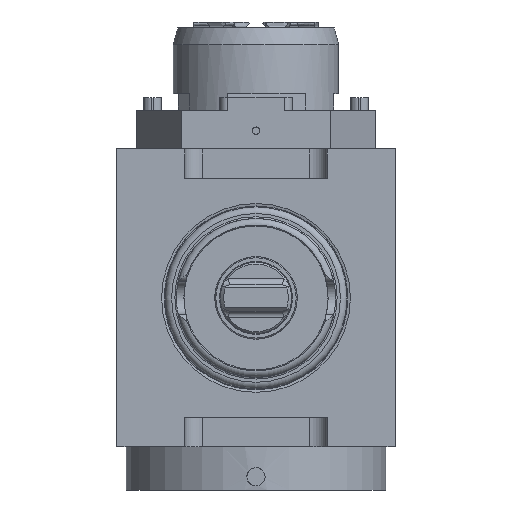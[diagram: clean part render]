
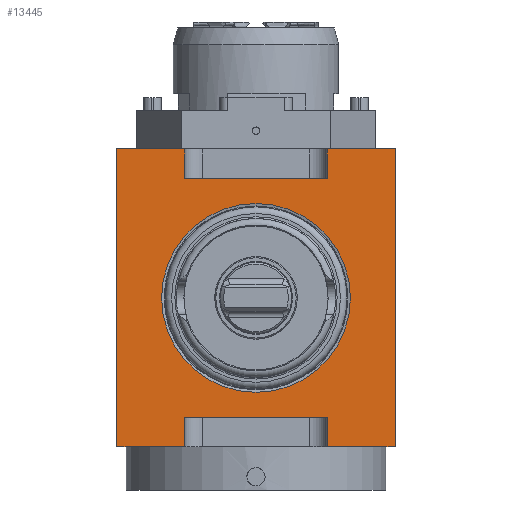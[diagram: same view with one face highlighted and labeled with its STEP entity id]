
A CAD part, front view. The second image highlights one B-rep face of the part: STEP entity #13445.
In plain terms, the highlighted planar face has unit normal (0, -1, 0).
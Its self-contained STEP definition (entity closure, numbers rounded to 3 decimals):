
#511 = CARTESIAN_POINT ( 'NONE',  ( 0., -100., 68.5 ) ) ;
#702 = CARTESIAN_POINT ( 'NONE',  ( 0., -100., 45. ) ) ;
#1187 = VECTOR ( 'NONE', #1380, 1000. ) ;
#1380 = DIRECTION ( 'NONE',  ( 0., 0., 1. ) ) ;
#1513 = CARTESIAN_POINT ( 'NONE',  ( -21.5, -100., 36. ) ) ;
#1829 = CARTESIAN_POINT ( 'NONE',  ( 0., -100., 45. ) ) ;
#2251 = VERTEX_POINT ( 'NONE', #23993 ) ;
#2472 = EDGE_CURVE ( 'NONE', #28269, #17817, #27664, .T. ) ;
#2570 = CARTESIAN_POINT ( 'NONE',  ( -42., -100., 45. ) ) ;
#3191 = DIRECTION ( 'NONE',  ( 0., 1., 0. ) ) ;
#3320 = VERTEX_POINT ( 'NONE', #9016 ) ;
#4191 = ORIENTED_EDGE ( 'NONE', *, *, #24755, .F. ) ;
#4354 = LINE ( 'NONE', #1829, #11826 ) ;
#4912 = CARTESIAN_POINT ( 'NONE',  ( 0., -100., 0. ) ) ;
#5293 = CARTESIAN_POINT ( 'NONE',  ( -21.5, -100., -45. ) ) ;
#5540 = CARTESIAN_POINT ( 'NONE',  ( -42., -100., 68.5 ) ) ;
#5813 = ORIENTED_EDGE ( 'NONE', *, *, #23968, .T. ) ;
#7291 = VECTOR ( 'NONE', #11262, 1000. ) ;
#7434 = DIRECTION ( 'NONE',  ( -1., 0., 0. ) ) ;
#7461 = VERTEX_POINT ( 'NONE', #25531 ) ;
#7506 = EDGE_CURVE ( 'NONE', #19800, #14900, #7754, .T. ) ;
#7546 = EDGE_CURVE ( 'NONE', #14900, #28269, #7611, .T. ) ;
#7611 = LINE ( 'NONE', #5540, #1187 ) ;
#7754 = LINE ( 'NONE', #8047, #10176 ) ;
#7983 = ORIENTED_EDGE ( 'NONE', *, *, #7506, .F. ) ;
#8047 = CARTESIAN_POINT ( 'NONE',  ( 0., -100., -45. ) ) ;
#8316 = CARTESIAN_POINT ( 'NONE',  ( -28.5, -100., 0. ) ) ;
#8340 = CARTESIAN_POINT ( 'NONE',  ( -21.5, -100., -36. ) ) ;
#8603 = VERTEX_POINT ( 'NONE', #8316 ) ;
#8634 = VERTEX_POINT ( 'NONE', #8340 ) ;
#8813 = DIRECTION ( 'NONE',  ( 1., 0., 0. ) ) ;
#9005 = CARTESIAN_POINT ( 'NONE',  ( 21.5, -100., -36. ) ) ;
#9016 = CARTESIAN_POINT ( 'NONE',  ( -21.5, -100., 36. ) ) ;
#9488 = CARTESIAN_POINT ( 'NONE',  ( 21.5, -100., 36. ) ) ;
#10008 = CIRCLE ( 'NONE', #20430, 28.5 ) ;
#10176 = VECTOR ( 'NONE', #26280, 1000. ) ;
#11262 = DIRECTION ( 'NONE',  ( -1., 0., 0. ) ) ;
#11369 = DIRECTION ( 'NONE',  ( -1., 0., 0. ) ) ;
#11708 = DIRECTION ( 'NONE',  ( 0., 1., 0. ) ) ;
#11821 = ORIENTED_EDGE ( 'NONE', *, *, #28835, .F. ) ;
#11826 = VECTOR ( 'NONE', #15169, 1000. ) ;
#12018 = EDGE_CURVE ( 'NONE', #16028, #8634, #13440, .T. ) ;
#12083 = DIRECTION ( 'NONE',  ( 1., 0., 0. ) ) ;
#12095 = LINE ( 'NONE', #23820, #19563 ) ;
#12478 = DIRECTION ( 'NONE',  ( 0., 0., -1. ) ) ;
#12594 = ORIENTED_EDGE ( 'NONE', *, *, #12018, .F. ) ;
#13440 = LINE ( 'NONE', #27400, #7291 ) ;
#13445 = ADVANCED_FACE ( 'Defeature completata1_7', ( #18601, #27616 ), #16365, .F. ) ;
#13566 = EDGE_CURVE ( 'NONE', #8634, #19800, #17678, .T. ) ;
#13568 = CARTESIAN_POINT ( 'NONE',  ( 0., -100., -45. ) ) ;
#13907 = LINE ( 'NONE', #9488, #28198 ) ;
#14900 = VERTEX_POINT ( 'NONE', #20929 ) ;
#15169 = DIRECTION ( 'NONE',  ( 1., 0., 0. ) ) ;
#15586 = VERTEX_POINT ( 'NONE', #20368 ) ;
#15734 = ORIENTED_EDGE ( 'NONE', *, *, #22918, .F. ) ;
#15968 = LINE ( 'NONE', #13568, #16667 ) ;
#16014 = EDGE_CURVE ( 'NONE', #15586, #26456, #13907, .T. ) ;
#16028 = VERTEX_POINT ( 'NONE', #23115 ) ;
#16181 = LINE ( 'NONE', #1513, #17868 ) ;
#16365 = PLANE ( 'NONE',  #25825 ) ;
#16667 = VECTOR ( 'NONE', #11369, 1000. ) ;
#17678 = LINE ( 'NONE', #24348, #27723 ) ;
#17817 = VERTEX_POINT ( 'NONE', #27819 ) ;
#17868 = VECTOR ( 'NONE', #19296, 1000. ) ;
#18001 = ORIENTED_EDGE ( 'NONE', *, *, #26396, .T. ) ;
#18055 = CARTESIAN_POINT ( 'NONE',  ( 21.5, -100., 45. ) ) ;
#18279 = EDGE_LOOP ( 'NONE', ( #12594, #18001, #4191, #11821, #15734, #27924, #19401, #20348, #27401, #20820, #7983, #24985 ) ) ;
#18534 = VECTOR ( 'NONE', #29331, 1000. ) ;
#18601 = FACE_BOUND ( 'NONE', #21301, .T. ) ;
#18663 = VERTEX_POINT ( 'NONE', #19839 ) ;
#19296 = DIRECTION ( 'NONE',  ( 0., 0., 1. ) ) ;
#19401 = ORIENTED_EDGE ( 'NONE', *, *, #23622, .F. ) ;
#19403 = EDGE_CURVE ( 'NONE', #3320, #17817, #16181, .T. ) ;
#19563 = VECTOR ( 'NONE', #23218, 1000. ) ;
#19800 = VERTEX_POINT ( 'NONE', #5293 ) ;
#19839 = CARTESIAN_POINT ( 'NONE',  ( 21.5, -100., -45. ) ) ;
#20070 = LINE ( 'NONE', #29125, #24207 ) ;
#20348 = ORIENTED_EDGE ( 'NONE', *, *, #19403, .T. ) ;
#20368 = CARTESIAN_POINT ( 'NONE',  ( 21.5, -100., 36. ) ) ;
#20430 = AXIS2_PLACEMENT_3D ( 'NONE', #4912, #11708, #7434 ) ;
#20820 = ORIENTED_EDGE ( 'NONE', *, *, #7546, .F. ) ;
#20929 = CARTESIAN_POINT ( 'NONE',  ( -42., -100., -45. ) ) ;
#21301 = EDGE_LOOP ( 'NONE', ( #5813 ) ) ;
#22918 = EDGE_CURVE ( 'NONE', #26456, #2251, #4354, .T. ) ;
#23115 = CARTESIAN_POINT ( 'NONE',  ( 21.5, -100., -36. ) ) ;
#23218 = DIRECTION ( 'NONE',  ( 0., 0., -1. ) ) ;
#23622 = EDGE_CURVE ( 'NONE', #3320, #15586, #20070, .T. ) ;
#23820 = CARTESIAN_POINT ( 'NONE',  ( 42., -100., 68.5 ) ) ;
#23968 = EDGE_CURVE ( 'NONE', #8603, #8603, #10008, .T. ) ;
#23993 = CARTESIAN_POINT ( 'NONE',  ( 42., -100., 45. ) ) ;
#24207 = VECTOR ( 'NONE', #8813, 1000. ) ;
#24290 = LINE ( 'NONE', #9005, #18534 ) ;
#24348 = CARTESIAN_POINT ( 'NONE',  ( -21.5, -100., -36. ) ) ;
#24755 = EDGE_CURVE ( 'NONE', #7461, #18663, #15968, .T. ) ;
#24985 = ORIENTED_EDGE ( 'NONE', *, *, #13566, .F. ) ;
#25531 = CARTESIAN_POINT ( 'NONE',  ( 42., -100., -45. ) ) ;
#25825 = AXIS2_PLACEMENT_3D ( 'NONE', #511, #3191, #28071 ) ;
#25935 = VECTOR ( 'NONE', #12083, 1000. ) ;
#26280 = DIRECTION ( 'NONE',  ( -1., 0., 0. ) ) ;
#26396 = EDGE_CURVE ( 'NONE', #16028, #18663, #24290, .T. ) ;
#26456 = VERTEX_POINT ( 'NONE', #18055 ) ;
#27400 = CARTESIAN_POINT ( 'NONE',  ( 21.5, -100., -36. ) ) ;
#27401 = ORIENTED_EDGE ( 'NONE', *, *, #2472, .F. ) ;
#27563 = DIRECTION ( 'NONE',  ( 0., 0., 1. ) ) ;
#27616 = FACE_OUTER_BOUND ( 'NONE', #18279, .T. ) ;
#27664 = LINE ( 'NONE', #702, #25935 ) ;
#27723 = VECTOR ( 'NONE', #12478, 1000. ) ;
#27819 = CARTESIAN_POINT ( 'NONE',  ( -21.5, -100., 45. ) ) ;
#27924 = ORIENTED_EDGE ( 'NONE', *, *, #16014, .F. ) ;
#28071 = DIRECTION ( 'NONE',  ( -1., 0., 0. ) ) ;
#28198 = VECTOR ( 'NONE', #27563, 1000. ) ;
#28269 = VERTEX_POINT ( 'NONE', #2570 ) ;
#28835 = EDGE_CURVE ( 'NONE', #2251, #7461, #12095, .T. ) ;
#29125 = CARTESIAN_POINT ( 'NONE',  ( -21.5, -100., 36. ) ) ;
#29331 = DIRECTION ( 'NONE',  ( 0., 0., -1. ) ) ;
